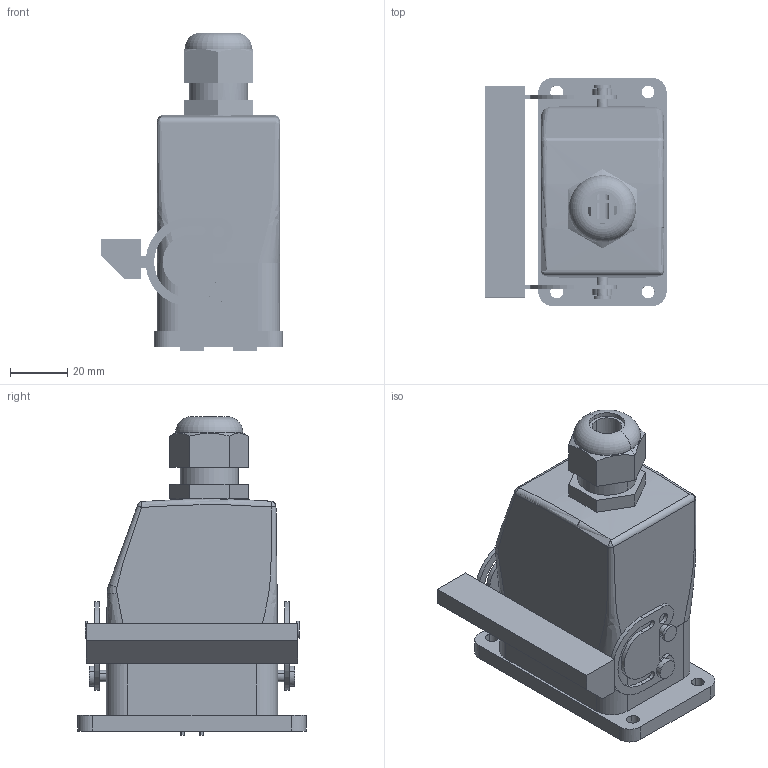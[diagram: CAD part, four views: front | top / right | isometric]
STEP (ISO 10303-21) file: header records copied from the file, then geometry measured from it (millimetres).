
FILE_DESCRIPTION(('CATIA V5 STEP Exchange','CAx-IF Rec.Pracs.--- Model Styling and Organization---1.4--- 2014-01-23'),'2;1');
FILE_NAME ('005097-2_2', '2019-10-29T14:12:20+00:00', ('none'), ('Weidmueller'), 'CATIA Version 5-6 Release 2016 SP3 HF44', 'CATIA V5 STEP AP214', 'none');
FILE_SCHEMA(('AUTOMOTIVE_DESIGN { 1 0 10303 214 1 1 1 1 }'));
Length unit declared in the file: millimetre
Products named in the file (1): 1061720000
Bounding box: 63.5 x 80 x 111.55 mm (x, y, z)
Volume: 126328.7 mm3; surface area: 95437.8 mm2
Topology: 1 solids, 17 shells, 5469 faces, 16220 edges, 10571 vertices
Faces by surface type: plane 3440, cylinder 1329, cone 318, torus 192, sphere 84, bspline 78, extrusion 20, revolution 8
Entity records: 188649 total; most frequent: CARTESIAN_POINT 52289, ORIENTED_EDGE 32216, DIRECTION 21940, EDGE_CURVE 16108, VECTOR 10857, LINE 10837, VERTEX_POINT 10571, AXIS2_PLACEMENT_3D 7083
